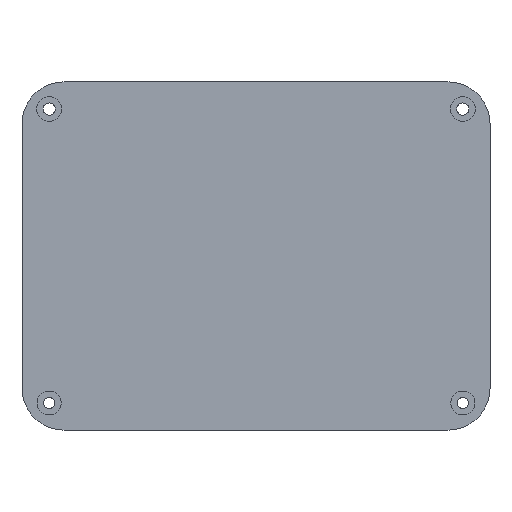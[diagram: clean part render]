
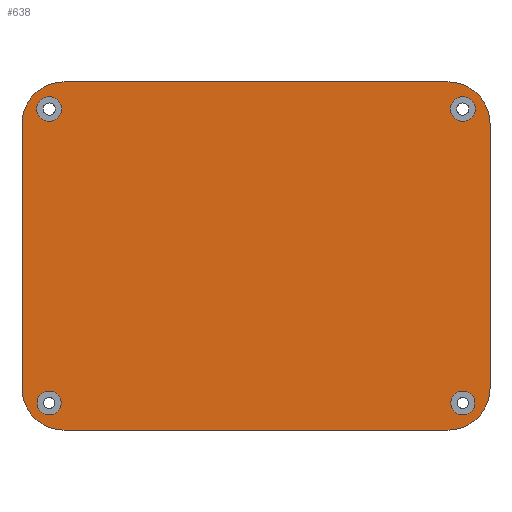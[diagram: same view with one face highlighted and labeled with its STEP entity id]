
A CAD part, front view. The second image highlights one B-rep face of the part: STEP entity #638.
In plain terms, the highlighted planar face has unit normal (0, -1, 0).
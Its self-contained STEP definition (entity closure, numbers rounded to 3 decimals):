
#14=FACE_BOUND('',#129,.T.);
#15=FACE_BOUND('',#130,.T.);
#16=FACE_BOUND('',#131,.T.);
#17=FACE_BOUND('',#132,.T.);
#66=PLANE('',#712);
#93=FACE_OUTER_BOUND('',#128,.T.);
#128=EDGE_LOOP('',(#490,#491,#492,#493,#494,#495,#496,#497));
#129=EDGE_LOOP('',(#498));
#130=EDGE_LOOP('',(#499));
#131=EDGE_LOOP('',(#500));
#132=EDGE_LOOP('',(#501));
#186=LINE('',#1015,#238);
#187=LINE('',#1019,#239);
#188=LINE('',#1023,#240);
#189=LINE('',#1027,#241);
#238=VECTOR('',#831,10.);
#239=VECTOR('',#834,10.);
#240=VECTOR('',#837,10.);
#241=VECTOR('',#840,10.);
#278=CIRCLE('',#701,2.85);
#280=CIRCLE('',#704,2.95);
#282=CIRCLE('',#707,2.95);
#284=CIRCLE('',#710,2.85);
#286=CIRCLE('',#713,10.);
#287=CIRCLE('',#714,10.);
#288=CIRCLE('',#715,10.);
#289=CIRCLE('',#716,10.);
#318=VERTEX_POINT('',#989);
#320=VERTEX_POINT('',#995);
#322=VERTEX_POINT('',#1001);
#324=VERTEX_POINT('',#1007);
#326=VERTEX_POINT('',#1013);
#327=VERTEX_POINT('',#1014);
#328=VERTEX_POINT('',#1016);
#329=VERTEX_POINT('',#1018);
#330=VERTEX_POINT('',#1020);
#331=VERTEX_POINT('',#1022);
#332=VERTEX_POINT('',#1024);
#333=VERTEX_POINT('',#1026);
#382=EDGE_CURVE('',#318,#318,#278,.T.);
#385=EDGE_CURVE('',#320,#320,#280,.T.);
#388=EDGE_CURVE('',#322,#322,#282,.T.);
#391=EDGE_CURVE('',#324,#324,#284,.T.);
#394=EDGE_CURVE('',#326,#327,#186,.T.);
#395=EDGE_CURVE('',#327,#328,#286,.T.);
#396=EDGE_CURVE('',#328,#329,#187,.T.);
#397=EDGE_CURVE('',#329,#330,#287,.T.);
#398=EDGE_CURVE('',#330,#331,#188,.T.);
#399=EDGE_CURVE('',#331,#332,#288,.T.);
#400=EDGE_CURVE('',#332,#333,#189,.T.);
#401=EDGE_CURVE('',#333,#326,#289,.T.);
#490=ORIENTED_EDGE('',*,*,#394,.T.);
#491=ORIENTED_EDGE('',*,*,#395,.T.);
#492=ORIENTED_EDGE('',*,*,#396,.T.);
#493=ORIENTED_EDGE('',*,*,#397,.T.);
#494=ORIENTED_EDGE('',*,*,#398,.T.);
#495=ORIENTED_EDGE('',*,*,#399,.T.);
#496=ORIENTED_EDGE('',*,*,#400,.T.);
#497=ORIENTED_EDGE('',*,*,#401,.T.);
#498=ORIENTED_EDGE('',*,*,#391,.T.);
#499=ORIENTED_EDGE('',*,*,#388,.T.);
#500=ORIENTED_EDGE('',*,*,#385,.T.);
#501=ORIENTED_EDGE('',*,*,#382,.T.);
#638=ADVANCED_FACE('',(#93,#14,#15,#16,#17),#66,.T.);
#701=AXIS2_PLACEMENT_3D('',#990,#803,#804);
#704=AXIS2_PLACEMENT_3D('',#996,#810,#811);
#707=AXIS2_PLACEMENT_3D('',#1002,#817,#818);
#710=AXIS2_PLACEMENT_3D('',#1008,#824,#825);
#712=AXIS2_PLACEMENT_3D('',#1012,#829,#830);
#713=AXIS2_PLACEMENT_3D('',#1017,#832,#833);
#714=AXIS2_PLACEMENT_3D('',#1021,#835,#836);
#715=AXIS2_PLACEMENT_3D('',#1025,#838,#839);
#716=AXIS2_PLACEMENT_3D('',#1028,#841,#842);
#803=DIRECTION('center_axis',(0.,1.,0.));
#804=DIRECTION('ref_axis',(-1.,0.,0.));
#810=DIRECTION('center_axis',(0.,1.,0.));
#811=DIRECTION('ref_axis',(-1.,0.,0.));
#817=DIRECTION('center_axis',(0.,1.,0.));
#818=DIRECTION('ref_axis',(-1.,0.,0.));
#824=DIRECTION('center_axis',(0.,1.,0.));
#825=DIRECTION('ref_axis',(-1.,0.,0.));
#829=DIRECTION('center_axis',(0.,-1.,0.));
#830=DIRECTION('ref_axis',(0.,0.,-1.));
#831=DIRECTION('',(0.,0.,-1.));
#832=DIRECTION('center_axis',(0.,-1.,0.));
#833=DIRECTION('ref_axis',(-1.,0.,0.));
#834=DIRECTION('',(1.,0.,0.));
#835=DIRECTION('center_axis',(0.,-1.,0.));
#836=DIRECTION('ref_axis',(0.,0.,-1.));
#837=DIRECTION('',(0.,0.,1.));
#838=DIRECTION('center_axis',(0.,-1.,0.));
#839=DIRECTION('ref_axis',(1.,0.,0.));
#840=DIRECTION('',(-1.,0.,0.));
#841=DIRECTION('center_axis',(0.,-1.,0.));
#842=DIRECTION('ref_axis',(0.,0.,1.));
#989=CARTESIAN_POINT('',(-0.686,-4.3,-66.436));
#990=CARTESIAN_POINT('Origin',(-3.536,-4.3,-66.436));
#995=CARTESIAN_POINT('',(-0.586,-4.3,3.536));
#996=CARTESIAN_POINT('Origin',(-3.536,-4.3,3.536));
#1001=CARTESIAN_POINT('',(97.886,-4.3,3.536));
#1002=CARTESIAN_POINT('Origin',(94.936,-4.3,3.536));
#1007=CARTESIAN_POINT('',(97.786,-4.3,-66.436));
#1008=CARTESIAN_POINT('Origin',(94.936,-4.3,-66.436));
#1012=CARTESIAN_POINT('Origin',(45.7,-4.3,-31.45));
#1013=CARTESIAN_POINT('',(-10.,-4.3,0.));
#1014=CARTESIAN_POINT('',(-10.,-4.3,-62.9));
#1015=CARTESIAN_POINT('',(-10.,-4.3,0.));
#1016=CARTESIAN_POINT('',(0.,-4.3,-72.9));
#1017=CARTESIAN_POINT('Origin',(0.,-4.3,-62.9));
#1018=CARTESIAN_POINT('',(91.4,-4.3,-72.9));
#1019=CARTESIAN_POINT('',(0.,-4.3,-72.9));
#1020=CARTESIAN_POINT('',(101.4,-4.3,-62.9));
#1021=CARTESIAN_POINT('Origin',(91.4,-4.3,-62.9));
#1022=CARTESIAN_POINT('',(101.4,-4.3,0.));
#1023=CARTESIAN_POINT('',(101.4,-4.3,-62.9));
#1024=CARTESIAN_POINT('',(91.4,-4.3,10.));
#1025=CARTESIAN_POINT('Origin',(91.4,-4.3,0.));
#1026=CARTESIAN_POINT('',(0.,-4.3,10.));
#1027=CARTESIAN_POINT('',(91.4,-4.3,10.));
#1028=CARTESIAN_POINT('Origin',(0.,-4.3,0.));
